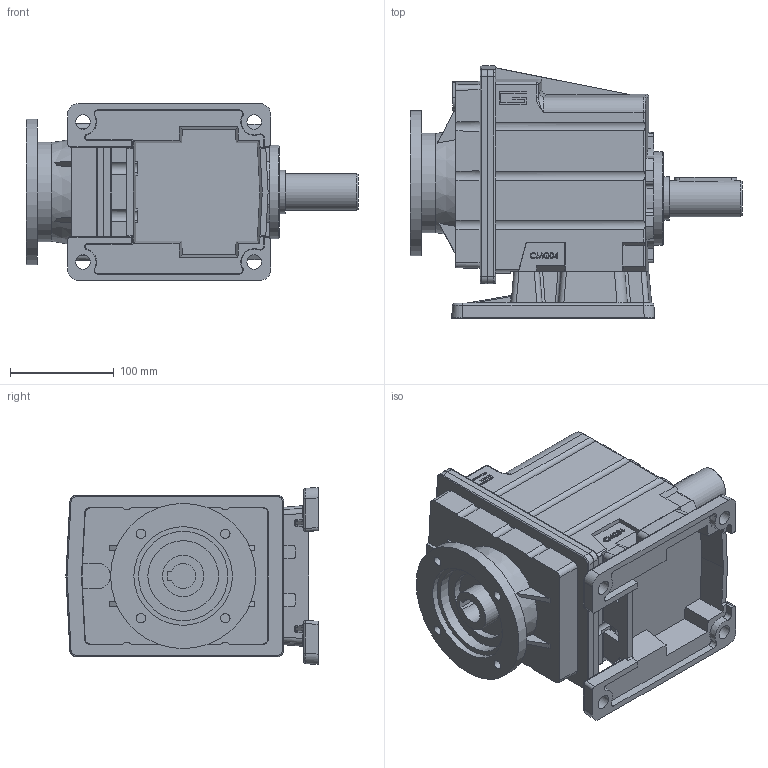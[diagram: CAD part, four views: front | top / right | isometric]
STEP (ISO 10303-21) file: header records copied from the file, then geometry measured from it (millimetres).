
FILE_DESCRIPTION( ( 'Unknown' ), '1' );
FILE_NAME( 'CFFB498EA16B4D8BB19C012F1229E.3d.stp', 'Unknown', ( 'Unknown' ), ( 'Unknown' ), 'PSStep 10.1', 'Unknown', ' ' );
FILE_SCHEMA( ( 'AUTOMOTIVE_DESIGN { 1 0 10303 214 1 1 1 1 }' ) );
Length unit declared in the file: millimetre
Products named in the file (1): G0401
Bounding box: 320 x 243 x 170.47 mm (x, y, z)
Volume: 5064750.3 mm3; surface area: 337291.2 mm2
Topology: 1 solids, 9 shells, 667 faces, 1733 edges, 1108 vertices
Faces by surface type: plane 352, cylinder 165, cone 55, bspline 54, extrusion 27, torus 10, sphere 4
Full cylindrical faces by diameter (mm): 6 x2, 9 x4, 10.106 x1, 14 x4, 35 x1, 40 x1, 42 x1, 68 x1, 72 x1, 86 x1, 90 x1, 95 x1, 96 x1, 140 x1
Entity records: 32039 total; most frequent: CARTESIAN_POINT 10778, ORIENTED_EDGE 3308, DIRECTION 3236, EDGE_CURVE 1654, AXIS2_PLACEMENT_3D 1109, VERTEX_POINT 1083, VECTOR 1018, LINE 991
